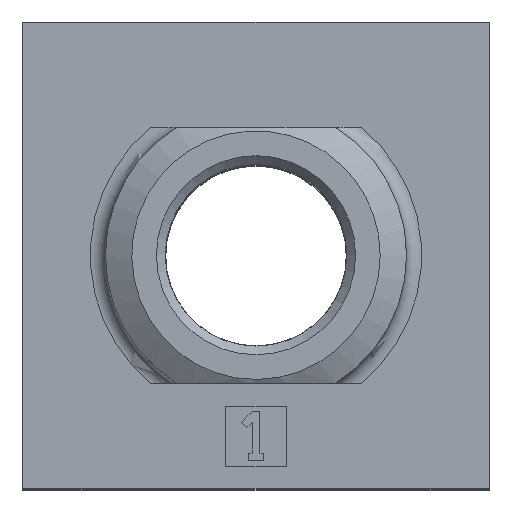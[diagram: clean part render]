
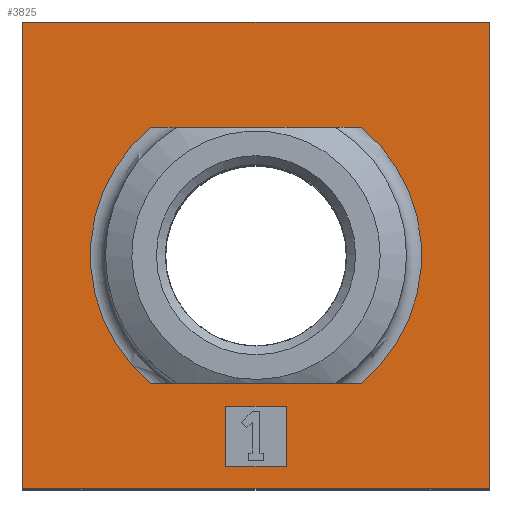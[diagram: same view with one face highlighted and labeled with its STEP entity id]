
A CAD part, top view. The second image highlights one B-rep face of the part: STEP entity #3825.
In plain terms, the highlighted face is planar.
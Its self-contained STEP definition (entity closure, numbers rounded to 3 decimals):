
#227=LINE('',#5710,#668);
#247=LINE('',#5748,#688);
#261=LINE('',#5776,#702);
#262=LINE('',#5777,#703);
#263=LINE('',#5778,#704);
#264=LINE('',#5783,#705);
#265=LINE('',#5786,#706);
#266=LINE('',#5789,#707);
#267=LINE('',#5791,#708);
#268=LINE('',#5793,#709);
#668=VECTOR('',#4572,1000.);
#688=VECTOR('',#4604,1000.);
#702=VECTOR('',#4630,1000.);
#703=VECTOR('',#4631,1000.);
#704=VECTOR('',#4632,1000.);
#705=VECTOR('',#4635,1000.);
#706=VECTOR('',#4638,1000.);
#707=VECTOR('',#4639,1000.);
#708=VECTOR('',#4640,1000.);
#709=VECTOR('',#4641,1000.);
#1235=ORIENTED_EDGE('',*,*,#2299,.T.);
#1236=ORIENTED_EDGE('',*,*,#2285,.F.);
#1237=ORIENTED_EDGE('',*,*,#2300,.F.);
#1238=ORIENTED_EDGE('',*,*,#2265,.T.);
#1239=ORIENTED_EDGE('',*,*,#2301,.F.);
#1240=ORIENTED_EDGE('',*,*,#2302,.F.);
#1241=ORIENTED_EDGE('',*,*,#2303,.F.);
#1242=ORIENTED_EDGE('',*,*,#2304,.F.);
#1243=ORIENTED_EDGE('',*,*,#2305,.F.);
#1244=ORIENTED_EDGE('',*,*,#2306,.F.);
#1245=ORIENTED_EDGE('',*,*,#2307,.F.);
#1246=ORIENTED_EDGE('',*,*,#2308,.F.);
#2265=EDGE_CURVE('',#2800,#2799,#227,.T.);
#2285=EDGE_CURVE('',#2811,#2812,#247,.T.);
#2299=EDGE_CURVE('',#2799,#2812,#261,.T.);
#2300=EDGE_CURVE('',#2800,#2811,#262,.T.);
#2301=EDGE_CURVE('',#2820,#2821,#263,.T.);
#2302=EDGE_CURVE('',#2822,#2820,#3107,.T.);
#2303=EDGE_CURVE('',#2823,#2822,#264,.T.);
#2304=EDGE_CURVE('',#2821,#2823,#3108,.T.);
#2305=EDGE_CURVE('',#2824,#2825,#265,.T.);
#2306=EDGE_CURVE('',#2826,#2824,#266,.T.);
#2307=EDGE_CURVE('',#2827,#2826,#267,.T.);
#2308=EDGE_CURVE('',#2825,#2827,#268,.T.);
#2799=VERTEX_POINT('',#5709);
#2800=VERTEX_POINT('',#5711);
#2811=VERTEX_POINT('',#5747);
#2812=VERTEX_POINT('',#5749);
#2820=VERTEX_POINT('',#5779);
#2821=VERTEX_POINT('',#5780);
#2822=VERTEX_POINT('',#5782);
#2823=VERTEX_POINT('',#5784);
#2824=VERTEX_POINT('',#5787);
#2825=VERTEX_POINT('',#5788);
#2826=VERTEX_POINT('',#5790);
#2827=VERTEX_POINT('',#5792);
#3107=CIRCLE('',#4104,22.);
#3108=CIRCLE('',#4105,22.);
#3207=EDGE_LOOP('',(#1235,#1236,#1237,#1238));
#3208=EDGE_LOOP('',(#1239,#1240,#1241,#1242));
#3209=EDGE_LOOP('',(#1243,#1244,#1245,#1246));
#3440=FACE_BOUND('',#3207,.T.);
#3441=FACE_BOUND('',#3208,.T.);
#3442=FACE_BOUND('',#3209,.T.);
#3661=PLANE('',#4103);
#3825=ADVANCED_FACE('',(#3440,#3441,#3442),#3661,.F.);
#4103=AXIS2_PLACEMENT_3D('',#5775,#4628,#4629);
#4104=AXIS2_PLACEMENT_3D('',#5781,#4633,#4634);
#4105=AXIS2_PLACEMENT_3D('',#5785,#4636,#4637);
#4572=DIRECTION('',(-1.,0.,0.));
#4604=DIRECTION('',(-1.,0.,0.));
#4628=DIRECTION('',(0.,0.,1.));
#4629=DIRECTION('',(1.,0.,0.));
#4630=DIRECTION('',(0.,1.,0.));
#4631=DIRECTION('',(0.,1.,0.));
#4632=DIRECTION('',(1.,0.,0.));
#4633=DIRECTION('',(0.,0.,-1.));
#4634=DIRECTION('',(-1.,0.,0.));
#4635=DIRECTION('',(-1.,0.,0.));
#4636=DIRECTION('',(0.,0.,-1.));
#4637=DIRECTION('',(-1.,0.,0.));
#4638=DIRECTION('',(1.,0.,0.));
#4639=DIRECTION('',(0.,1.,0.));
#4640=DIRECTION('',(-1.,0.,0.));
#4641=DIRECTION('',(0.,-1.,0.));
#5709=CARTESIAN_POINT('',(-31.,-31.,0.));
#5710=CARTESIAN_POINT('',(31.,-31.,0.));
#5711=CARTESIAN_POINT('',(31.,-31.,0.));
#5747=CARTESIAN_POINT('',(31.,31.,0.));
#5748=CARTESIAN_POINT('',(31.,31.,0.));
#5749=CARTESIAN_POINT('',(-31.,31.,0.));
#5775=CARTESIAN_POINT('',(31.,-31.,0.));
#5776=CARTESIAN_POINT('',(-31.,-31.,0.));
#5777=CARTESIAN_POINT('',(31.,-31.,0.));
#5778=CARTESIAN_POINT('',(0.,17.,0.));
#5779=CARTESIAN_POINT('',(-13.964,17.,0.));
#5780=CARTESIAN_POINT('',(13.964,17.,0.));
#5781=CARTESIAN_POINT('',(0.,0.,0.));
#5782=CARTESIAN_POINT('',(-13.964,-17.,0.));
#5783=CARTESIAN_POINT('',(0.,-17.,0.));
#5784=CARTESIAN_POINT('',(13.964,-17.,0.));
#5785=CARTESIAN_POINT('',(0.,0.,0.));
#5786=CARTESIAN_POINT('',(31.,-20.,0.));
#5787=CARTESIAN_POINT('',(-4.,-20.,0.));
#5788=CARTESIAN_POINT('',(4.,-20.,0.));
#5789=CARTESIAN_POINT('',(-4.,-31.,0.));
#5790=CARTESIAN_POINT('',(-4.,-28.,0.));
#5791=CARTESIAN_POINT('',(31.,-28.,0.));
#5792=CARTESIAN_POINT('',(4.,-28.,0.));
#5793=CARTESIAN_POINT('',(4.,-31.,0.));
